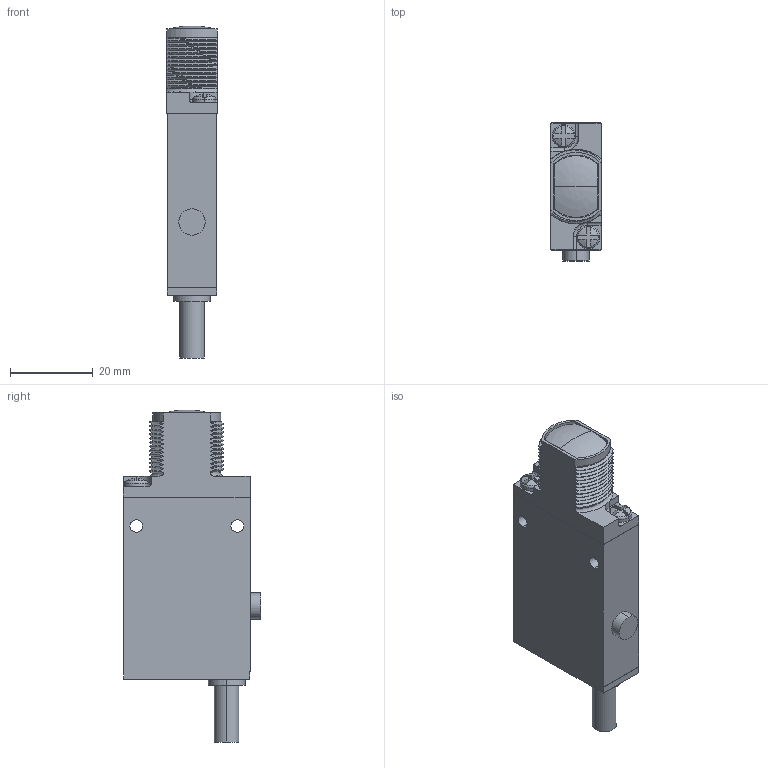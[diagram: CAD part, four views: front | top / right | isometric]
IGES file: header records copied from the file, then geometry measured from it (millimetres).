
Start section:  PTC IGES file: 154465.igs
Global section: file name: 154465.igs; native system: Pro/ENGINEER by Parametric Technology Corporation; preprocessor: 2009141; author: banengservice; organization: Unknown; date: 20110110.133113; units: inch
Bounding box: 12.09 x 33.27 x 80.14 mm (x, y, z)
Volume: 8048.6 mm3; surface area: 13636.1 mm2
Topology: 1 solids, 3 shells, 446 faces, 1235 edges, 806 vertices
Faces by surface type: bspline 285, revolution 161
